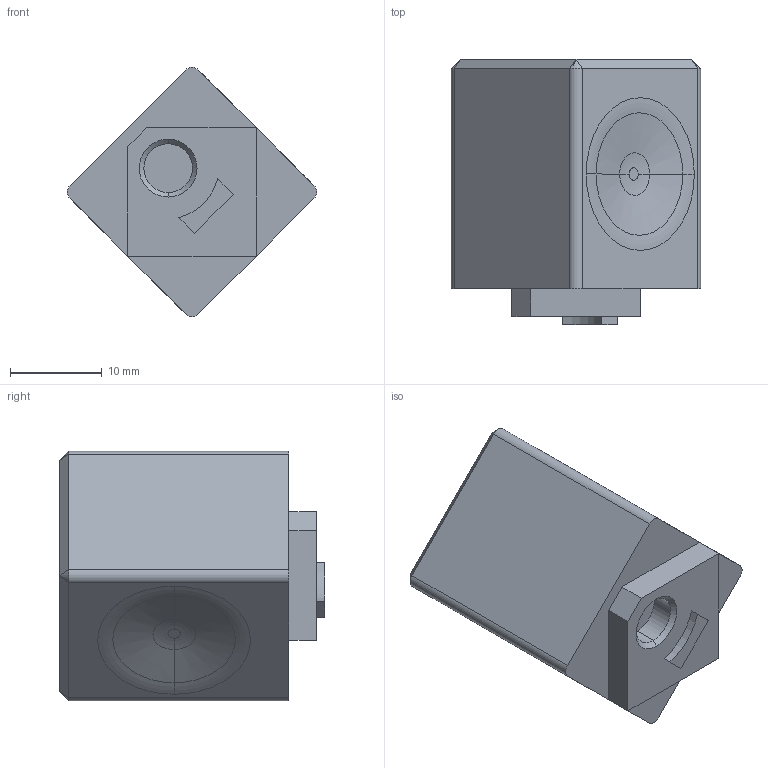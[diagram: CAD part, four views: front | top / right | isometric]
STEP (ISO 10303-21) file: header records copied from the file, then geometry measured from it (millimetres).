
FILE_DESCRIPTION (( 'STEP AP214' ), '1' );
FILE_NAME ('MJ_Top.STEP', '2024-05-26T18:26:44', ( '' ), ( '' ), 'SwSTEP 2.0', 'SolidWorks 2020', '' );
FILE_SCHEMA (( 'AUTOMOTIVE_DESIGN' ));
Length unit declared in the file: millimetre
Products named in the file (1): MJ_Top
Bounding box: 27.16 x 28.9 x 27.17 mm (x, y, z)
Volume: 10116.6 mm3; surface area: 2902 mm2
Topology: 1 solids, 1 shells, 52 faces, 113 edges, 62 vertices
Faces by surface type: plane 25, cone 11, cylinder 8, torus 8
Entity records: 1388 total; most frequent: DIRECTION 256, CARTESIAN_POINT 223, ORIENTED_EDGE 216, EDGE_CURVE 108, AXIS2_PLACEMENT_3D 95, VECTOR 66, LINE 66, VERTEX_POINT 62
